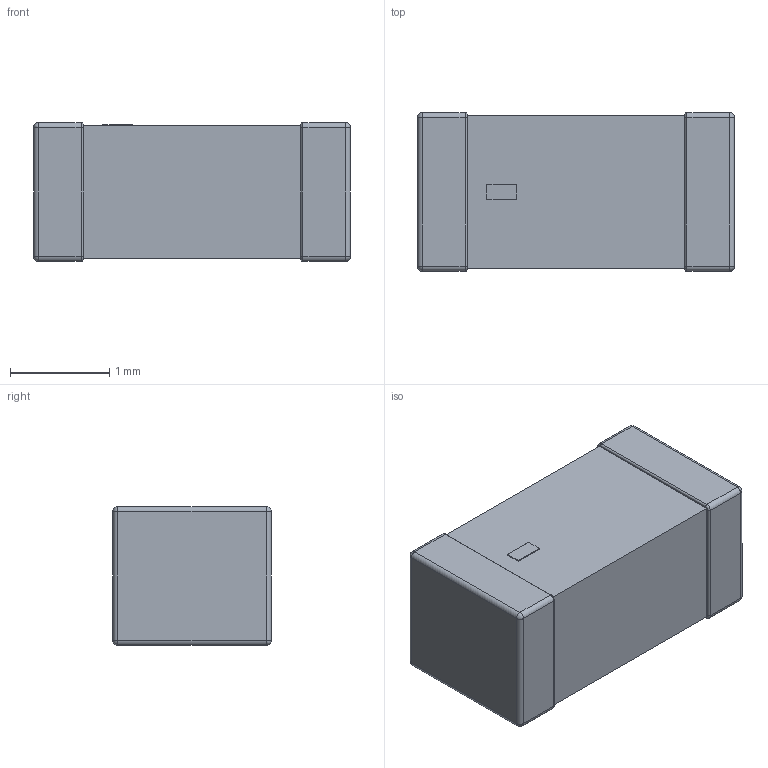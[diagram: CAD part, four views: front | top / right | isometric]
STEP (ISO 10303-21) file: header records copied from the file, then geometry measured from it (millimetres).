
FILE_DESCRIPTION(/* description */ (''),/* implementation_level */ '2;1');
FILE_NAME(/* name */ 'ABRACON - AMCA31-2R450G-S1F-T3.step',/* time_stamp */ '2025-07-23T14:07:23+01:00',/* author */ (''),/* organization */ (''),/* preprocessor_version */ 'ST-DEVELOPER v20.1',/* originating_system */ 'Autodesk Translation Framework v14.10.0.0',/* authorisation */ '');
FILE_SCHEMA (('AUTOMOTIVE_DESIGN { 1 0 10303 214 3 1 1 }'));
Length unit declared in the file: millimetre
Products named in the file (1): aBRACON - AMCA31-2R450G-S1F-T3
Bounding box: 3.2 x 1.6 x 1.4 mm (x, y, z)
Volume: 6.8 mm3; surface area: 23.1 mm2
Topology: 1 solids, 1 shells, 61 faces, 128 edges, 72 vertices
Faces by surface type: cylinder 24, plane 21, torus 8, sphere 8
Entity records: 1661 total; most frequent: DIRECTION 308, CARTESIAN_POINT 262, ORIENTED_EDGE 256, EDGE_CURVE 128, AXIS2_PLACEMENT_3D 118, LINE 72, VECTOR 72, VERTEX_POINT 72
